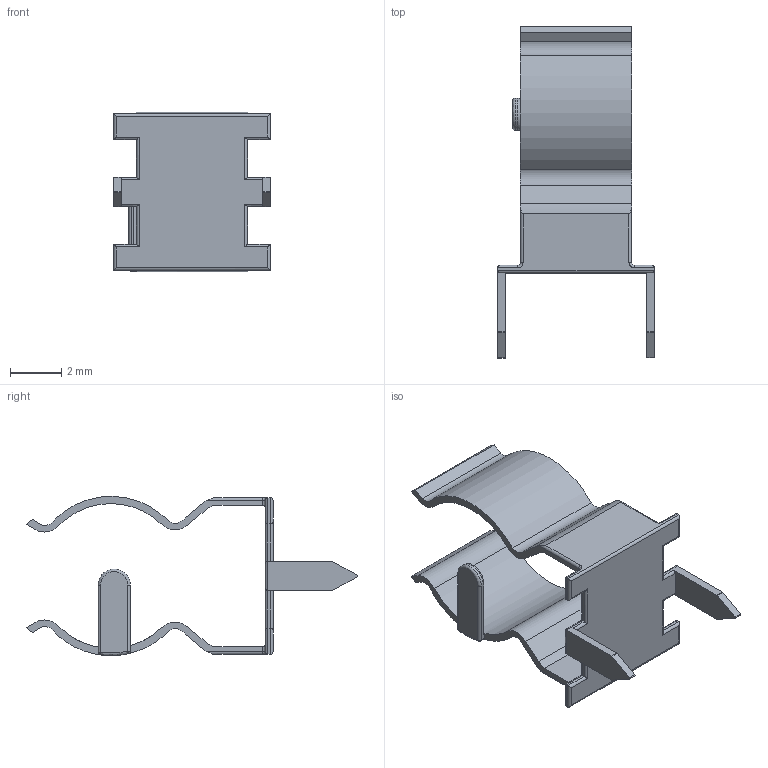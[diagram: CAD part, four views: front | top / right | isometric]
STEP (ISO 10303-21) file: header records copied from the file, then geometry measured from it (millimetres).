
FILE_DESCRIPTION (( 'STEP AP214' ), '1' );
FILE_NAME ('SW3dPS-Full P1.STEP', '2013-01-31T14:34:07', ( 'Master' ), ( '' ), 'SwSTEP 2.0', 'SolidWorks 2010', '' );
FILE_SCHEMA (( 'AUTOMOTIVE_DESIGN' ));
Length unit declared in the file: millimetre
Products named in the file (2): SW3dPS-Full Fuse_Fuse Leg_2009; SW3dPS-Full P1
Assembly tree (1 placements, depth 2):
  SW3dPS-Full P1
    SW3dPS-Full Fuse_Fuse Leg_2009
Bounding box: 6.1 x 12.9 x 6.19 mm (x, y, z)
Volume: 37.3 mm3; surface area: 283 mm2
Topology: 1 solids, 1 shells, 140 faces, 358 edges, 218 vertices
Faces by surface type: cylinder 83, plane 48, bspline 9
Entity records: 4369 total; most frequent: CARTESIAN_POINT 1078, ORIENTED_EDGE 712, DIRECTION 653, EDGE_CURVE 356, VECTOR 219, LINE 219, VERTEX_POINT 218, AXIS2_PLACEMENT_3D 217
